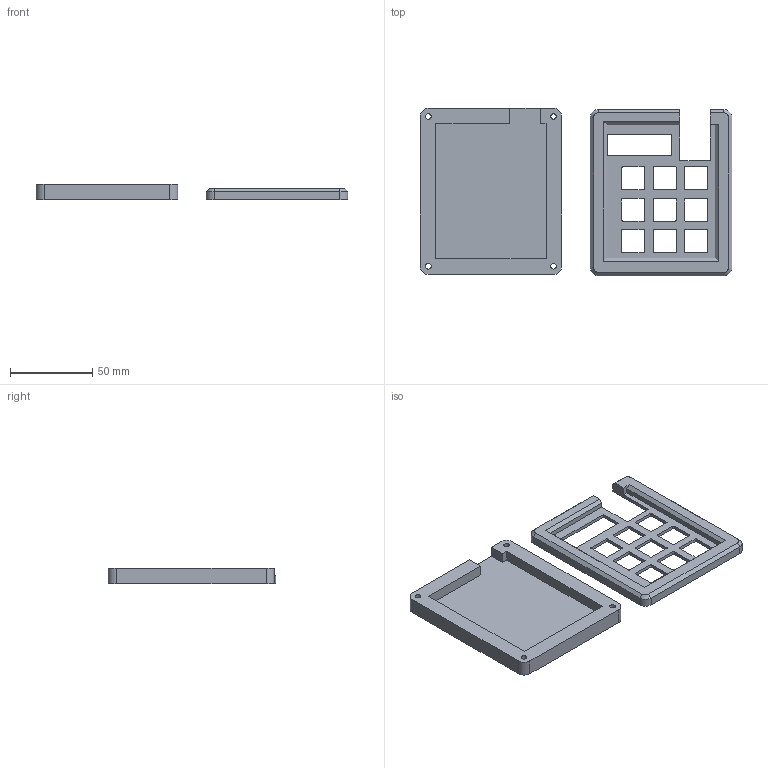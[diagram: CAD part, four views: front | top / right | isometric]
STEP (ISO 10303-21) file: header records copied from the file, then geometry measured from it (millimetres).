
FILE_DESCRIPTION(('FreeCAD Model'),'2;1');
FILE_NAME('Open CASCADE Shape Model','2025-06-18T21:47:03',(''),(''), 'Open CASCADE STEP processor 7.8','FreeCAD','Unknown');
FILE_SCHEMA(('AUTOMOTIVE_DESIGN { 1 0 10303 214 1 1 1 1 }'));
Length unit declared in the file: millimetre
Products named in the file (3): osuPad; cap; case
Assembly tree (2 placements, depth 2):
  osuPad
    cap
    case
Bounding box: 189.31 x 101.74 x 9.6 mm (x, y, z)
Volume: 71371.2 mm3; surface area: 39410.3 mm2
Topology: 2 solids, 2 shells, 139 faces, 383 edges, 252 vertices
Faces by surface type: plane 83, cylinder 52, cone 4
Full cylindrical faces by diameter (mm): 3.4 x8
Entity records: 4543 total; most frequent: CARTESIAN_POINT 781, DIRECTION 771, ORIENTED_EDGE 766, EDGE_CURVE 383, LINE 271, VECTOR 271, VERTEX_POINT 252, AXIS2_PLACEMENT_3D 250
